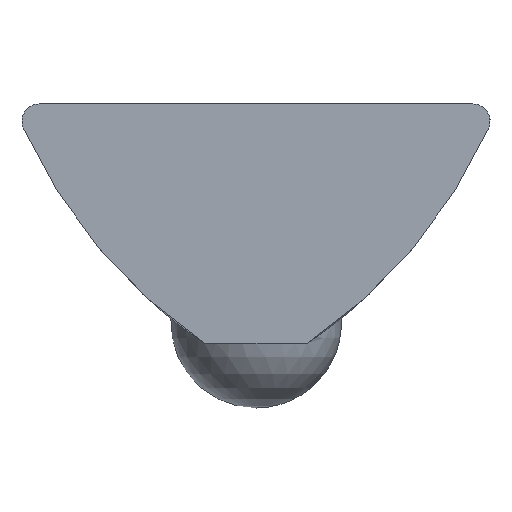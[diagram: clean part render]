
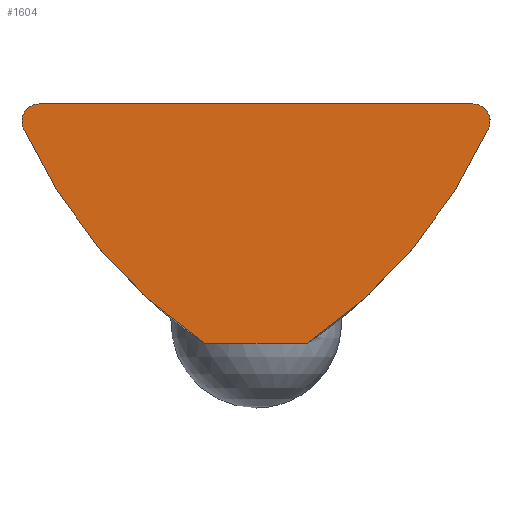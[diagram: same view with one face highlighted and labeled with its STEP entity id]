
A CAD part, left-side view. The second image highlights one B-rep face of the part: STEP entity #1604.
In plain terms, the highlighted planar face has unit normal (-1, 0, 0).
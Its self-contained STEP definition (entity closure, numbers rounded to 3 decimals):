
#44 = CYLINDRICAL_SURFACE('',#45,15.);
#45 = AXIS2_PLACEMENT_3D('',#46,#47,#48);
#46 = CARTESIAN_POINT('',(38.,-6.876,5.444));
#47 = DIRECTION('',(-1.,0.,0.));
#48 = DIRECTION('',(0.,0.,1.));
#101 = CYLINDRICAL_SURFACE('',#102,15.);
#102 = AXIS2_PLACEMENT_3D('',#103,#104,#105);
#103 = CARTESIAN_POINT('',(38.,6.876,5.444));
#104 = DIRECTION('',(-1.,0.,0.));
#105 = DIRECTION('',(0.,0.,1.));
#518 = VERTEX_POINT('',#519);
#519 = CARTESIAN_POINT('',(-38.,-6.806,-0.705));
#533 = CYLINDRICAL_SURFACE('',#534,0.5);
#534 = AXIS2_PLACEMENT_3D('',#535,#536,#537);
#535 = CARTESIAN_POINT('',(38.,-6.35,-0.5));
#536 = DIRECTION('',(-1.,0.,0.));
#537 = DIRECTION('',(0.,0.,1.));
#545 = EDGE_CURVE('',#518,#546,#548,.T.);
#546 = VERTEX_POINT('',#547);
#547 = CARTESIAN_POINT('',(-38.,-1.5,-7.));
#548 = SURFACE_CURVE('',#549,(#554,#561),.PCURVE_S1.);
#549 = CIRCLE('',#550,15.);
#550 = AXIS2_PLACEMENT_3D('',#551,#552,#553);
#551 = CARTESIAN_POINT('',(-38.,6.876,5.444));
#552 = DIRECTION('',(1.,0.,0.));
#553 = DIRECTION('',(0.,0.,-1.));
#554 = PCURVE('',#101,#555);
#555 = DEFINITIONAL_REPRESENTATION('',(#556),#560);
#556 = LINE('',#557,#558);
#557 = CARTESIAN_POINT('',(9.425,76.));
#558 = VECTOR('',#559,1.);
#559 = DIRECTION('',(-1.,0.));
#560 = ( GEOMETRIC_REPRESENTATION_CONTEXT(2) 
PARAMETRIC_REPRESENTATION_CONTEXT() REPRESENTATION_CONTEXT('2D SPACE',''
  ) );
#561 = PCURVE('',#562,#567);
#562 = PLANE('',#563);
#563 = AXIS2_PLACEMENT_3D('',#564,#565,#566);
#564 = CARTESIAN_POINT('',(-38.,-6.35,-0.5));
#565 = DIRECTION('',(1.,0.,0.));
#566 = DIRECTION('',(0.,0.,-1.));
#567 = DEFINITIONAL_REPRESENTATION('',(#568),#572);
#568 = CIRCLE('',#569,15.);
#569 = AXIS2_PLACEMENT_2D('',#570,#571);
#570 = CARTESIAN_POINT('',(-5.944,13.226));
#571 = DIRECTION('',(1.,0.));
#572 = ( GEOMETRIC_REPRESENTATION_CONTEXT(2) 
PARAMETRIC_REPRESENTATION_CONTEXT() REPRESENTATION_CONTEXT('2D SPACE',''
  ) );
#590 = PLANE('',#591);
#591 = AXIS2_PLACEMENT_3D('',#592,#593,#594);
#592 = CARTESIAN_POINT('',(38.,-1.5,-7.));
#593 = DIRECTION('',(0.,0.,1.));
#594 = DIRECTION('',(1.,0.,-0.));
#745 = EDGE_CURVE('',#546,#746,#748,.T.);
#746 = VERTEX_POINT('',#747);
#747 = CARTESIAN_POINT('',(-38.,1.5,-7.));
#748 = SURFACE_CURVE('',#749,(#753,#760),.PCURVE_S1.);
#749 = LINE('',#750,#751);
#750 = CARTESIAN_POINT('',(-38.,-1.5,-7.));
#751 = VECTOR('',#752,1.);
#752 = DIRECTION('',(0.,1.,0.));
#753 = PCURVE('',#590,#754);
#754 = DEFINITIONAL_REPRESENTATION('',(#755),#759);
#755 = LINE('',#756,#757);
#756 = CARTESIAN_POINT('',(-76.,0.));
#757 = VECTOR('',#758,1.);
#758 = DIRECTION('',(0.,1.));
#759 = ( GEOMETRIC_REPRESENTATION_CONTEXT(2) 
PARAMETRIC_REPRESENTATION_CONTEXT() REPRESENTATION_CONTEXT('2D SPACE',''
  ) );
#760 = PCURVE('',#562,#761);
#761 = DEFINITIONAL_REPRESENTATION('',(#762),#766);
#762 = LINE('',#763,#764);
#763 = CARTESIAN_POINT('',(6.5,4.85));
#764 = VECTOR('',#765,1.);
#765 = DIRECTION('',(0.,1.));
#766 = ( GEOMETRIC_REPRESENTATION_CONTEXT(2) 
PARAMETRIC_REPRESENTATION_CONTEXT() REPRESENTATION_CONTEXT('2D SPACE',''
  ) );
#1003 = EDGE_CURVE('',#746,#1004,#1006,.T.);
#1004 = VERTEX_POINT('',#1005);
#1005 = CARTESIAN_POINT('',(-38.,6.806,-0.705));
#1006 = SURFACE_CURVE('',#1007,(#1012,#1019),.PCURVE_S1.);
#1007 = CIRCLE('',#1008,15.);
#1008 = AXIS2_PLACEMENT_3D('',#1009,#1010,#1011);
#1009 = CARTESIAN_POINT('',(-38.,-6.876,5.444));
#1010 = DIRECTION('',(1.,0.,0.));
#1011 = DIRECTION('',(0.,0.,-1.));
#1012 = PCURVE('',#44,#1013);
#1013 = DEFINITIONAL_REPRESENTATION('',(#1014),#1018);
#1014 = LINE('',#1015,#1016);
#1015 = CARTESIAN_POINT('',(3.142,76.));
#1016 = VECTOR('',#1017,1.);
#1017 = DIRECTION('',(-1.,0.));
#1018 = ( GEOMETRIC_REPRESENTATION_CONTEXT(2) 
PARAMETRIC_REPRESENTATION_CONTEXT() REPRESENTATION_CONTEXT('2D SPACE',''
  ) );
#1019 = PCURVE('',#562,#1020);
#1020 = DEFINITIONAL_REPRESENTATION('',(#1021),#1025);
#1021 = CIRCLE('',#1022,15.);
#1022 = AXIS2_PLACEMENT_2D('',#1023,#1024);
#1023 = CARTESIAN_POINT('',(-5.944,-0.526));
#1024 = DIRECTION('',(1.,0.));
#1025 = ( GEOMETRIC_REPRESENTATION_CONTEXT(2) 
PARAMETRIC_REPRESENTATION_CONTEXT() REPRESENTATION_CONTEXT('2D SPACE',''
  ) );
#1043 = CYLINDRICAL_SURFACE('',#1044,0.5);
#1044 = AXIS2_PLACEMENT_3D('',#1045,#1046,#1047);
#1045 = CARTESIAN_POINT('',(38.,6.35,-0.5));
#1046 = DIRECTION('',(-1.,0.,0.));
#1047 = DIRECTION('',(0.,0.,1.));
#1279 = PLANE('',#1280);
#1280 = AXIS2_PLACEMENT_3D('',#1281,#1282,#1283);
#1281 = CARTESIAN_POINT('',(38.,6.35,0.));
#1282 = DIRECTION('',(0.,0.,-1.));
#1283 = DIRECTION('',(-1.,0.,0.));
#1334 = EDGE_CURVE('',#1335,#1337,#1339,.T.);
#1335 = VERTEX_POINT('',#1336);
#1336 = CARTESIAN_POINT('',(-38.,6.35,0.));
#1337 = VERTEX_POINT('',#1338);
#1338 = CARTESIAN_POINT('',(-38.,-6.35,0.));
#1339 = SURFACE_CURVE('',#1340,(#1344,#1351),.PCURVE_S1.);
#1340 = LINE('',#1341,#1342);
#1341 = CARTESIAN_POINT('',(-38.,6.35,0.));
#1342 = VECTOR('',#1343,1.);
#1343 = DIRECTION('',(0.,-1.,0.));
#1344 = PCURVE('',#1279,#1345);
#1345 = DEFINITIONAL_REPRESENTATION('',(#1346),#1350);
#1346 = LINE('',#1347,#1348);
#1347 = CARTESIAN_POINT('',(76.,0.));
#1348 = VECTOR('',#1349,1.);
#1349 = DIRECTION('',(0.,-1.));
#1350 = ( GEOMETRIC_REPRESENTATION_CONTEXT(2) 
PARAMETRIC_REPRESENTATION_CONTEXT() REPRESENTATION_CONTEXT('2D SPACE',''
  ) );
#1351 = PCURVE('',#562,#1352);
#1352 = DEFINITIONAL_REPRESENTATION('',(#1353),#1357);
#1353 = LINE('',#1354,#1355);
#1354 = CARTESIAN_POINT('',(-0.5,12.7));
#1355 = VECTOR('',#1356,1.);
#1356 = DIRECTION('',(0.,-1.));
#1357 = ( GEOMETRIC_REPRESENTATION_CONTEXT(2) 
PARAMETRIC_REPRESENTATION_CONTEXT() REPRESENTATION_CONTEXT('2D SPACE',''
  ) );
#1429 = EDGE_CURVE('',#1337,#518,#1430,.T.);
#1430 = SURFACE_CURVE('',#1431,(#1436,#1443),.PCURVE_S1.);
#1431 = CIRCLE('',#1432,0.5);
#1432 = AXIS2_PLACEMENT_3D('',#1433,#1434,#1435);
#1433 = CARTESIAN_POINT('',(-38.,-6.35,-0.5));
#1434 = DIRECTION('',(1.,0.,0.));
#1435 = DIRECTION('',(0.,0.,-1.));
#1436 = PCURVE('',#533,#1437);
#1437 = DEFINITIONAL_REPRESENTATION('',(#1438),#1442);
#1438 = LINE('',#1439,#1440);
#1439 = CARTESIAN_POINT('',(9.425,76.));
#1440 = VECTOR('',#1441,1.);
#1441 = DIRECTION('',(-1.,0.));
#1442 = ( GEOMETRIC_REPRESENTATION_CONTEXT(2) 
PARAMETRIC_REPRESENTATION_CONTEXT() REPRESENTATION_CONTEXT('2D SPACE',''
  ) );
#1443 = PCURVE('',#562,#1444);
#1444 = DEFINITIONAL_REPRESENTATION('',(#1445),#1449);
#1445 = CIRCLE('',#1446,0.5);
#1446 = AXIS2_PLACEMENT_2D('',#1447,#1448);
#1447 = CARTESIAN_POINT('',(0.,0.));
#1448 = DIRECTION('',(1.,0.));
#1449 = ( GEOMETRIC_REPRESENTATION_CONTEXT(2) 
PARAMETRIC_REPRESENTATION_CONTEXT() REPRESENTATION_CONTEXT('2D SPACE',''
  ) );
#1550 = EDGE_CURVE('',#1004,#1335,#1551,.T.);
#1551 = SURFACE_CURVE('',#1552,(#1557,#1564),.PCURVE_S1.);
#1552 = CIRCLE('',#1553,0.5);
#1553 = AXIS2_PLACEMENT_3D('',#1554,#1555,#1556);
#1554 = CARTESIAN_POINT('',(-38.,6.35,-0.5));
#1555 = DIRECTION('',(1.,0.,0.));
#1556 = DIRECTION('',(0.,0.,-1.));
#1557 = PCURVE('',#1043,#1558);
#1558 = DEFINITIONAL_REPRESENTATION('',(#1559),#1563);
#1559 = LINE('',#1560,#1561);
#1560 = CARTESIAN_POINT('',(3.142,76.));
#1561 = VECTOR('',#1562,1.);
#1562 = DIRECTION('',(-1.,0.));
#1563 = ( GEOMETRIC_REPRESENTATION_CONTEXT(2) 
PARAMETRIC_REPRESENTATION_CONTEXT() REPRESENTATION_CONTEXT('2D SPACE',''
  ) );
#1564 = PCURVE('',#562,#1565);
#1565 = DEFINITIONAL_REPRESENTATION('',(#1566),#1570);
#1566 = CIRCLE('',#1567,0.5);
#1567 = AXIS2_PLACEMENT_2D('',#1568,#1569);
#1568 = CARTESIAN_POINT('',(0.,12.7));
#1569 = DIRECTION('',(1.,0.));
#1570 = ( GEOMETRIC_REPRESENTATION_CONTEXT(2) 
PARAMETRIC_REPRESENTATION_CONTEXT() REPRESENTATION_CONTEXT('2D SPACE',''
  ) );
#1604 = ADVANCED_FACE('',(#1605),#562,.F.);
#1605 = FACE_BOUND('',#1606,.T.);
#1606 = EDGE_LOOP('',(#1607,#1608,#1609,#1610,#1611,#1612));
#1607 = ORIENTED_EDGE('',*,*,#1334,.F.);
#1608 = ORIENTED_EDGE('',*,*,#1550,.F.);
#1609 = ORIENTED_EDGE('',*,*,#1003,.F.);
#1610 = ORIENTED_EDGE('',*,*,#745,.F.);
#1611 = ORIENTED_EDGE('',*,*,#545,.F.);
#1612 = ORIENTED_EDGE('',*,*,#1429,.F.);
